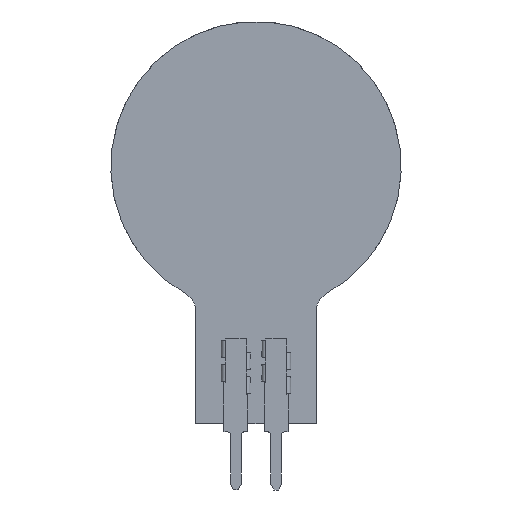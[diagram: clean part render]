
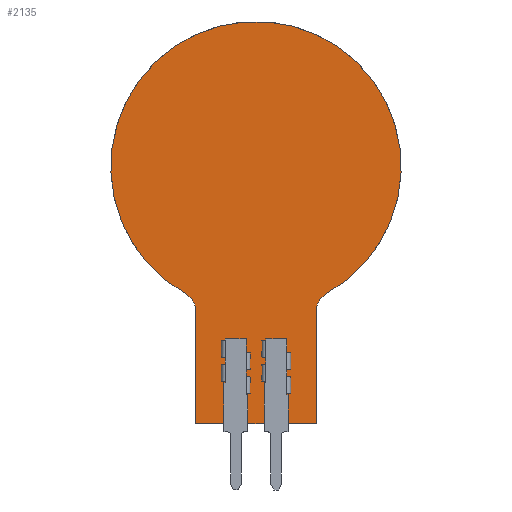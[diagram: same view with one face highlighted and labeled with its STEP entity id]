
A CAD part, front view. The second image highlights one B-rep face of the part: STEP entity #2135.
In plain terms, the highlighted face is planar.
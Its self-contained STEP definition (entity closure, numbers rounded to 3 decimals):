
#2135 = ADVANCED_FACE ( 'NONE', ( #12179 ), #13997, .T. ) ;
#2441 = VERTEX_POINT ( 'NONE', #14421 ) ;
#2442 = VERTEX_POINT ( 'NONE', #14422 ) ;
#2444 = VERTEX_POINT ( 'NONE', #14424 ) ;
#2446 = VERTEX_POINT ( 'NONE', #14426 ) ;
#2448 = VERTEX_POINT ( 'NONE', #14428 ) ;
#2450 = VERTEX_POINT ( 'NONE', #14430 ) ;
#3273 = EDGE_CURVE ( 'NONE', #2442, #2441, #12853, .T. ) ;
#3277 = EDGE_CURVE ( 'NONE', #2441, #2444, #12858, .T. ) ;
#3280 = EDGE_CURVE ( 'NONE', #2444, #2446, #12863, .T. ) ;
#3283 = EDGE_CURVE ( 'NONE', #2446, #2448, #12867, .T. ) ;
#3286 = EDGE_CURVE ( 'NONE', #2448, #2450, #12873, .T. ) ;
#3288 = EDGE_CURVE ( 'NONE', #2450, #2442, #12877, .T. ) ;
#4507 = ORIENTED_EDGE ( 'NONE', *, *, #3273, .T. ) ;
#4508 = ORIENTED_EDGE ( 'NONE', *, *, #3277, .T. ) ;
#4509 = ORIENTED_EDGE ( 'NONE', *, *, #3280, .T. ) ;
#4510 = ORIENTED_EDGE ( 'NONE', *, *, #3283, .T. ) ;
#4511 = ORIENTED_EDGE ( 'NONE', *, *, #3286, .T. ) ;
#4512 = ORIENTED_EDGE ( 'NONE', *, *, #3288, .T. ) ;
#4739 = EDGE_LOOP ( 'NONE', ( #4507, #4508, #4509, #4510, #4511, #4512 ) ) ;
#5873 = AXIS2_PLACEMENT_3D ( 'NONE', #13998, #13999, #14000 ) ;
#5935 = AXIS2_PLACEMENT_3D ( 'NONE', #15740, #15741, #15742 ) ;
#5937 = AXIS2_PLACEMENT_3D ( 'NONE', #15750, #15751, #15752 ) ;
#5939 = AXIS2_PLACEMENT_3D ( 'NONE', #15758, #15759, #15760 ) ;
#12179 = FACE_OUTER_BOUND ( 'NONE', #4739, .T. ) ;
#12853 = CIRCLE ( 'NONE', #5935, 1.3 ) ;
#12858 = CIRCLE ( 'NONE', #5937, 9.144 ) ;
#12863 = CIRCLE ( 'NONE', #5939, 1.3 ) ;
#12867 = LINE ( 'NONE', #15765, #12868 ) ;
#12868 = VECTOR ( 'NONE', #15766, 1000. ) ;
#12873 = LINE ( 'NONE', #15771, #12874 ) ;
#12874 = VECTOR ( 'NONE', #15772, 1000. ) ;
#12877 = LINE ( 'NONE', #15775, #12878 ) ;
#12878 = VECTOR ( 'NONE', #15776, 1000. ) ;
#13997 = PLANE ( 'NONE',  #5873 ) ;
#13998 = CARTESIAN_POINT ( 'NONE',  ( -5.11, 0.127, -9.091 ) ) ;
#13999 = DIRECTION ( 'NONE',  ( 0., 1., 0. ) ) ;
#14000 = DIRECTION ( 'NONE',  ( 0., 0., 1. ) ) ;
#14421 = CARTESIAN_POINT ( 'NONE',  ( -4.476, 0.127, -7.956 ) ) ;
#14422 = CARTESIAN_POINT ( 'NONE',  ( -3.81, 0.127, -9.091 ) ) ;
#14424 = CARTESIAN_POINT ( 'NONE',  ( 4.445, 0.127, -7.956 ) ) ;
#14426 = CARTESIAN_POINT ( 'NONE',  ( 3.779, 0.127, -9.091 ) ) ;
#14428 = CARTESIAN_POINT ( 'NONE',  ( 3.779, 0.127, -16.156 ) ) ;
#14430 = CARTESIAN_POINT ( 'NONE',  ( -3.81, 0.127, -16.156 ) ) ;
#15740 = CARTESIAN_POINT ( 'NONE',  ( -5.11, 0.127, -9.091 ) ) ;
#15741 = DIRECTION ( 'NONE',  ( 0., -1., 0. ) ) ;
#15742 = DIRECTION ( 'NONE',  ( 0., 0., 1. ) ) ;
#15750 = CARTESIAN_POINT ( 'NONE',  ( -0.015, 0.127, 0.026 ) ) ;
#15751 = DIRECTION ( 'NONE',  ( 0., 1., 0. ) ) ;
#15752 = DIRECTION ( 'NONE',  ( 0., 0., 1. ) ) ;
#15758 = CARTESIAN_POINT ( 'NONE',  ( 5.079, 0.127, -9.091 ) ) ;
#15759 = DIRECTION ( 'NONE',  ( 0., -1., 0. ) ) ;
#15760 = DIRECTION ( 'NONE',  ( 0., 0., 1. ) ) ;
#15765 = CARTESIAN_POINT ( 'NONE',  ( 3.779, 0.127, -9.091 ) ) ;
#15766 = DIRECTION ( 'NONE',  ( 0., 0., -1. ) ) ;
#15771 = CARTESIAN_POINT ( 'NONE',  ( -3.81, 0.127, -16.156 ) ) ;
#15772 = DIRECTION ( 'NONE',  ( -1., 0., 0. ) ) ;
#15775 = CARTESIAN_POINT ( 'NONE',  ( -3.81, 0.127, -16.156 ) ) ;
#15776 = DIRECTION ( 'NONE',  ( 0., 0., 1. ) ) ;
